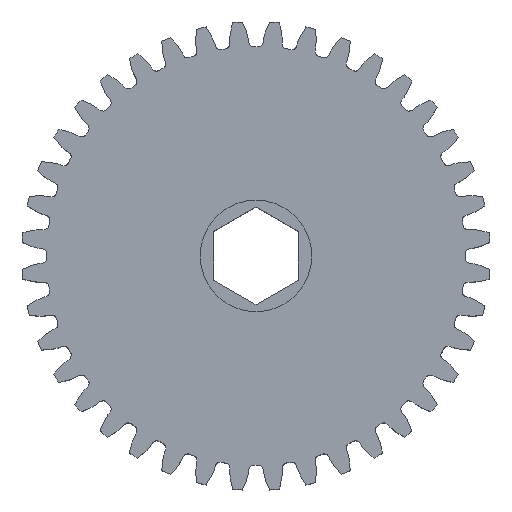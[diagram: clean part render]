
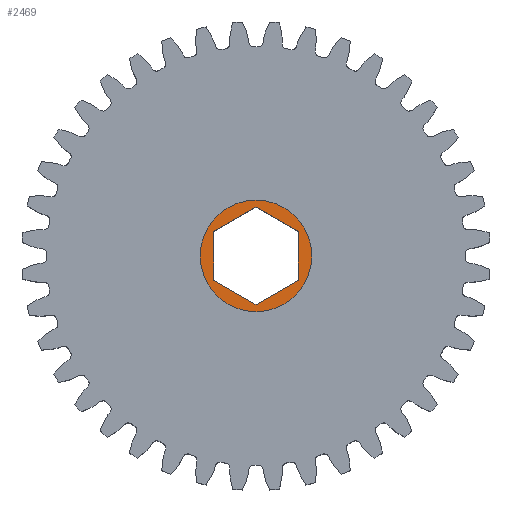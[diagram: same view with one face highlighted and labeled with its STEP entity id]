
A CAD part, top view. The second image highlights one B-rep face of the part: STEP entity #2469.
In plain terms, the highlighted planar face has unit normal (0, 0, 1).
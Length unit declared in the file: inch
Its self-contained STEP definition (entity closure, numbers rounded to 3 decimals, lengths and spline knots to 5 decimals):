
#40 = AXIS2_PLACEMENT_3D ( 'NONE', #3024, #3025, #3026 ) ;
#45 = AXIS2_PLACEMENT_3D ( 'NONE', #2990, #2991, #2992 ) ;
#66 = EDGE_CURVE ( 'NONE', #9730, #9542, #7261, .T. ) ;
#67 = EDGE_CURVE ( 'NONE', #9692, #9685, #7262, .T. ) ;
#68 = EDGE_CURVE ( 'NONE', #9685, #9591, #1632, .T. ) ;
#69 = EDGE_CURVE ( 'NONE', #9591, #9644, #1634, .T. ) ;
#70 = EDGE_CURVE ( 'NONE', #9644, #9536, #1628, .T. ) ;
#71 = EDGE_CURVE ( 'NONE', #9536, #9574, #1623, .T. ) ;
#72 = EDGE_CURVE ( 'NONE', #9574, #9692, #1619, .T. ) ;
#82 = EDGE_CURVE ( 'NONE', #9542, #9730, #1582, .T. ) ;
#1322 = FACE_OUTER_BOUND ( 'NONE', #7443, .T. ) ;
#1340 = FACE_BOUND ( 'NONE', #7428, .T. ) ;
#1582 = CIRCLE ( 'NONE', #40, 0.25 ) ;
#1613 = VECTOR ( 'NONE', #3002, 39.37008 ) ;
#1617 = VECTOR ( 'NONE', #3000, 39.37008 ) ;
#1619 = LINE ( 'NONE', #3001, #1613 ) ;
#1621 = VECTOR ( 'NONE', #2998, 39.37008 ) ;
#1623 = LINE ( 'NONE', #2999, #1617 ) ;
#1626 = VECTOR ( 'NONE', #2996, 39.37008 ) ;
#1628 = LINE ( 'NONE', #2997, #1621 ) ;
#1630 = VECTOR ( 'NONE', #2994, 39.37008 ) ;
#1632 = LINE ( 'NONE', #2988, #1630 ) ;
#1634 = LINE ( 'NONE', #2995, #1626 ) ;
#2469 = ADVANCED_FACE ( 'NONE', ( #1340, #1322 ), #13650, .T. ) ;
#2984 = DIRECTION ( 'NONE',  ( 0., 1., 0. ) ) ;
#2988 = CARTESIAN_POINT ( 'NONE',  ( -0.189, 0.10912, 0.249 ) ) ;
#2989 = CARTESIAN_POINT ( 'NONE',  ( -0.189, -0.10912, 0.249 ) ) ;
#2990 = CARTESIAN_POINT ( 'NONE',  ( 0., 0., 0.249 ) ) ;
#2991 = DIRECTION ( 'NONE',  ( 0., 0., 1. ) ) ;
#2992 = DIRECTION ( 'NONE',  ( 1., 0., 0. ) ) ;
#2994 = DIRECTION ( 'NONE',  ( 0.866, 0.5, 0. ) ) ;
#2995 = CARTESIAN_POINT ( 'NONE',  ( 0., 0.21824, 0.249 ) ) ;
#2996 = DIRECTION ( 'NONE',  ( 0.866, -0.5, 0. ) ) ;
#2997 = CARTESIAN_POINT ( 'NONE',  ( 0.189, 0.10912, 0.249 ) ) ;
#2998 = DIRECTION ( 'NONE',  ( 0., -1., 0. ) ) ;
#2999 = CARTESIAN_POINT ( 'NONE',  ( 0.189, -0.10912, 0.249 ) ) ;
#3000 = DIRECTION ( 'NONE',  ( -0.866, -0.5, 0. ) ) ;
#3001 = CARTESIAN_POINT ( 'NONE',  ( 0., -0.21824, 0.249 ) ) ;
#3002 = DIRECTION ( 'NONE',  ( -0.866, 0.5, 0. ) ) ;
#3024 = CARTESIAN_POINT ( 'NONE',  ( 0., 0., 0.249 ) ) ;
#3025 = DIRECTION ( 'NONE',  ( 0., 0., 1. ) ) ;
#3026 = DIRECTION ( 'NONE',  ( 1., 0., 0. ) ) ;
#7261 = CIRCLE ( 'NONE', #45, 0.25 ) ;
#7262 = LINE ( 'NONE', #2989, #7271 ) ;
#7271 = VECTOR ( 'NONE', #2984, 39.37008 ) ;
#7428 = EDGE_LOOP ( 'NONE', ( #9696, #9754, #9765, #9713, #9717, #9766 ) ) ;
#7443 = EDGE_LOOP ( 'NONE', ( #9714, #9700 ) ) ;
#9536 = VERTEX_POINT ( 'NONE', #16508 ) ;
#9542 = VERTEX_POINT ( 'NONE', #16185 ) ;
#9574 = VERTEX_POINT ( 'NONE', #16549 ) ;
#9591 = VERTEX_POINT ( 'NONE', #16555 ) ;
#9644 = VERTEX_POINT ( 'NONE', #16596 ) ;
#9685 = VERTEX_POINT ( 'NONE', #16610 ) ;
#9692 = VERTEX_POINT ( 'NONE', #16654 ) ;
#9696 = ORIENTED_EDGE ( 'NONE', *, *, #67, .T. ) ;
#9700 = ORIENTED_EDGE ( 'NONE', *, *, #82, .T. ) ;
#9713 = ORIENTED_EDGE ( 'NONE', *, *, #70, .T. ) ;
#9714 = ORIENTED_EDGE ( 'NONE', *, *, #66, .T. ) ;
#9717 = ORIENTED_EDGE ( 'NONE', *, *, #71, .T. ) ;
#9730 = VERTEX_POINT ( 'NONE', #16670 ) ;
#9754 = ORIENTED_EDGE ( 'NONE', *, *, #68, .T. ) ;
#9765 = ORIENTED_EDGE ( 'NONE', *, *, #69, .T. ) ;
#9766 = ORIENTED_EDGE ( 'NONE', *, *, #72, .T. ) ;
#9888 = AXIS2_PLACEMENT_3D ( 'NONE', #13647, #13652, #13653 ) ;
#13647 = CARTESIAN_POINT ( 'NONE',  ( 0., 0., 0.249 ) ) ;
#13650 = PLANE ( 'NONE',  #9888 ) ;
#13652 = DIRECTION ( 'NONE',  ( 0., 0., 1. ) ) ;
#13653 = DIRECTION ( 'NONE',  ( 1., 0., 0. ) ) ;
#16185 = CARTESIAN_POINT ( 'NONE',  ( 0.25, 0., 0.249 ) ) ;
#16508 = CARTESIAN_POINT ( 'NONE',  ( 0.189, -0.10912, 0.249 ) ) ;
#16549 = CARTESIAN_POINT ( 'NONE',  ( 0., -0.21824, 0.249 ) ) ;
#16555 = CARTESIAN_POINT ( 'NONE',  ( 0., 0.21824, 0.249 ) ) ;
#16596 = CARTESIAN_POINT ( 'NONE',  ( 0.189, 0.10912, 0.249 ) ) ;
#16610 = CARTESIAN_POINT ( 'NONE',  ( -0.189, 0.10912, 0.249 ) ) ;
#16654 = CARTESIAN_POINT ( 'NONE',  ( -0.189, -0.10912, 0.249 ) ) ;
#16670 = CARTESIAN_POINT ( 'NONE',  ( -0.25, 0., 0.249 ) ) ;
